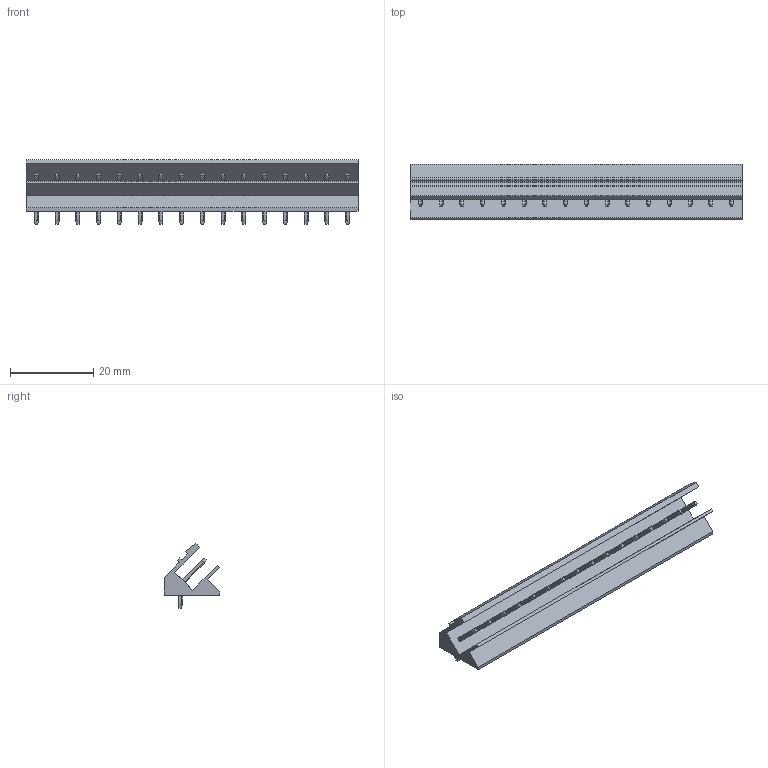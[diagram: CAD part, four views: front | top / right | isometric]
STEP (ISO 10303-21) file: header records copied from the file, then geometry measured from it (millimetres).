
FILE_DESCRIPTION(('CATIA V5 STEP Exchange','CAx-IF Rec.Pracs.--- Model Styling and Organization---1.2---2011-12-15'),'2;1');
FILE_NAME ('D1453858_0_1630390000_1630390000.stp','2018-10-13T03:55:29+00:00',('none'),('Weidmueller'),'CATIA Version 5-6 Release 2014','CATIA V5 STEP AP214','none');
FILE_SCHEMA(('AUTOMOTIVE_DESIGN { 1 0 10303 214 1 1 1 1 }'));
Length unit declared in the file: millimetre
Products named in the file (1): 1630390000
Bounding box: 80 x 13.3 x 15.63 mm (x, y, z)
Volume: 4772.4 mm3; surface area: 6368.9 mm2
Topology: 17 solids, 17 shells, 630 faces, 1660 edges, 1064 vertices
Faces by surface type: plane 372, cylinder 258
Entity records: 22846 total; most frequent: CARTESIAN_POINT 8732, ORIENTED_EDGE 3320, DIRECTION 2084, EDGE_CURVE 1654, VECTOR 1142, LINE 1142, VERTEX_POINT 1056, EDGE_LOOP 662
